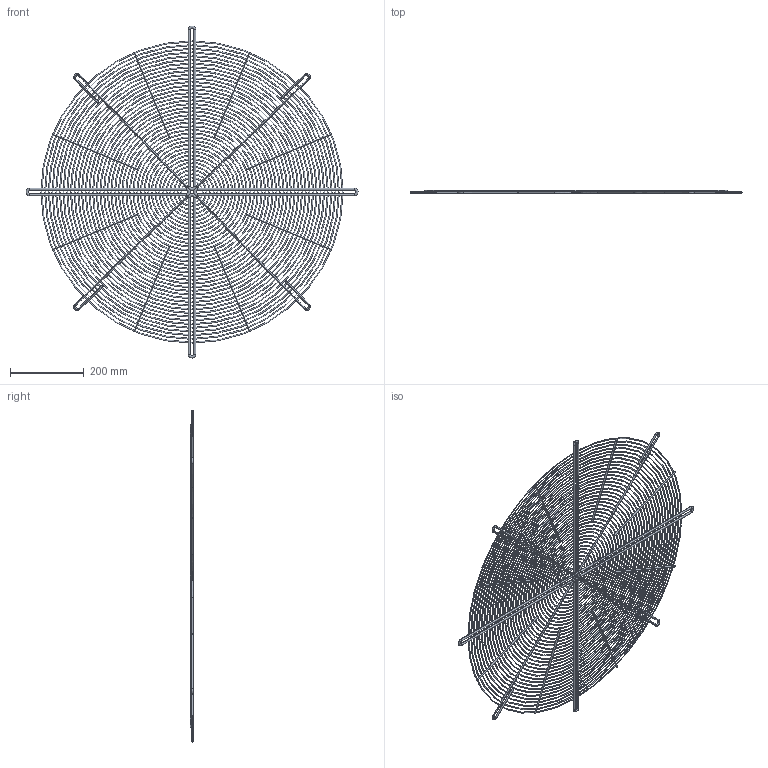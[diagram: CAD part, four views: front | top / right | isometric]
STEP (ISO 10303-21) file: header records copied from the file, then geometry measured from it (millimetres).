
FILE_DESCRIPTION (( 'STEP AP203' ), '1' );
FILE_NAME ('5RE9083_CCr 80.STEP', '2022-02-18T10:29:54', ( '' ), ( '' ), 'SwSTEP 2.0', 'SolidWorks 2018', '' );
FILE_SCHEMA (( 'CONFIG_CONTROL_DESIGN' ));
Length unit declared in the file: millimetre
Products named in the file (1): 5RE9083_CCr 80
Bounding box: 900.8 x 8.48 x 900.8 mm (x, y, z)
Volume: 476431.4 mm3; surface area: 582688.3 mm2
Topology: 55 solids, 55 shells, 252 faces, 484 edges, 256 vertices
Faces by surface type: torus 172, cylinder 32, plane 24, bspline 24
Entity records: 7409 total; most frequent: CARTESIAN_POINT 2053, DIRECTION 1314, ORIENTED_EDGE 968, AXIS2_PLACEMENT_3D 637, EDGE_CURVE 484, CIRCLE 408, VERTEX_POINT 256, ADVANCED_FACE 252
